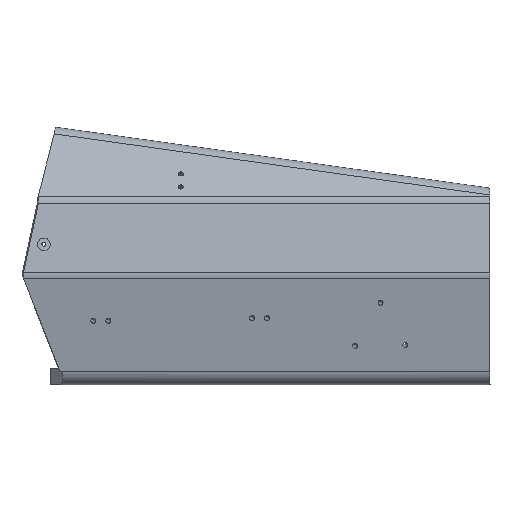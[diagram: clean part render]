
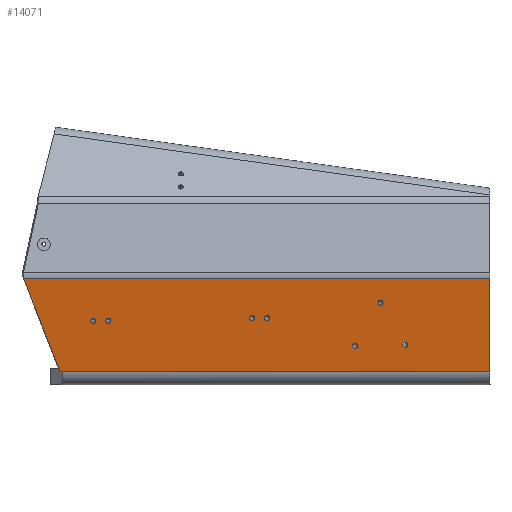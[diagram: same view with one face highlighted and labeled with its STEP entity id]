
A CAD part, left-side view. The second image highlights one B-rep face of the part: STEP entity #14071.
In plain terms, the highlighted planar face has unit normal (-0.974, -0.093, -0.205).
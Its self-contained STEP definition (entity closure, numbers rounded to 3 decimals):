
#187=FACE_BOUND('',#2012,.T.);
#188=FACE_BOUND('',#2013,.T.);
#189=FACE_BOUND('',#2014,.T.);
#190=FACE_BOUND('',#2015,.T.);
#191=FACE_BOUND('',#2016,.T.);
#192=FACE_BOUND('',#2017,.T.);
#193=FACE_BOUND('',#2018,.T.);
#306=PLANE('',#15185);
#1129=FACE_OUTER_BOUND('',#2011,.T.);
#2011=EDGE_LOOP('',(#12394,#12395,#12396,#12397,#12398));
#2012=EDGE_LOOP('',(#12399));
#2013=EDGE_LOOP('',(#12400));
#2014=EDGE_LOOP('',(#12401));
#2015=EDGE_LOOP('',(#12402));
#2016=EDGE_LOOP('',(#12403));
#2017=EDGE_LOOP('',(#12404));
#2018=EDGE_LOOP('',(#12405));
#2438=CIRCLE('',#15186,5.);
#2439=CIRCLE('',#15187,5.);
#2440=CIRCLE('',#15188,5.);
#2441=CIRCLE('',#15189,5.);
#2442=CIRCLE('',#15190,5.);
#2443=CIRCLE('',#15191,5.);
#2444=CIRCLE('',#15192,5.);
#4103=LINE('',#49915,#4844);
#4104=LINE('',#49916,#4845);
#4105=LINE('',#49918,#4846);
#4106=LINE('',#49920,#4847);
#4107=LINE('',#49921,#4848);
#4844=VECTOR('',#17918,1000.);
#4845=VECTOR('',#17919,1000.);
#4846=VECTOR('',#17920,1000.);
#4847=VECTOR('',#17921,1000.);
#4848=VECTOR('',#17922,1000.);
#6261=VERTEX_POINT('',#49906);
#6263=VERTEX_POINT('',#49913);
#6264=VERTEX_POINT('',#49914);
#6265=VERTEX_POINT('',#49917);
#6266=VERTEX_POINT('',#49919);
#6267=VERTEX_POINT('',#49922);
#6268=VERTEX_POINT('',#49924);
#6269=VERTEX_POINT('',#49926);
#6270=VERTEX_POINT('',#49928);
#6271=VERTEX_POINT('',#49930);
#6272=VERTEX_POINT('',#49932);
#6273=VERTEX_POINT('',#49934);
#8327=EDGE_CURVE('',#6263,#6264,#4103,.T.);
#8328=EDGE_CURVE('',#6261,#6263,#4104,.T.);
#8329=EDGE_CURVE('',#6265,#6261,#4105,.T.);
#8330=EDGE_CURVE('',#6265,#6266,#4106,.T.);
#8331=EDGE_CURVE('',#6264,#6266,#4107,.T.);
#8332=EDGE_CURVE('',#6267,#6267,#2438,.T.);
#8333=EDGE_CURVE('',#6268,#6268,#2439,.T.);
#8334=EDGE_CURVE('',#6269,#6269,#2440,.T.);
#8335=EDGE_CURVE('',#6270,#6270,#2441,.T.);
#8336=EDGE_CURVE('',#6271,#6271,#2442,.T.);
#8337=EDGE_CURVE('',#6272,#6272,#2443,.T.);
#8338=EDGE_CURVE('',#6273,#6273,#2444,.T.);
#12394=ORIENTED_EDGE('',*,*,#8327,.F.);
#12395=ORIENTED_EDGE('',*,*,#8328,.F.);
#12396=ORIENTED_EDGE('',*,*,#8329,.F.);
#12397=ORIENTED_EDGE('',*,*,#8330,.T.);
#12398=ORIENTED_EDGE('',*,*,#8331,.F.);
#12399=ORIENTED_EDGE('',*,*,#8332,.T.);
#12400=ORIENTED_EDGE('',*,*,#8333,.T.);
#12401=ORIENTED_EDGE('',*,*,#8334,.T.);
#12402=ORIENTED_EDGE('',*,*,#8335,.T.);
#12403=ORIENTED_EDGE('',*,*,#8336,.T.);
#12404=ORIENTED_EDGE('',*,*,#8337,.T.);
#12405=ORIENTED_EDGE('',*,*,#8338,.T.);
#14071=ADVANCED_FACE('',(#1129,#187,#188,#189,#190,#191,#192,#193),#306,
 .T.);
#15185=AXIS2_PLACEMENT_3D('',#49912,#17916,#17917);
#15186=AXIS2_PLACEMENT_3D('',#49923,#17923,#17924);
#15187=AXIS2_PLACEMENT_3D('',#49925,#17925,#17926);
#15188=AXIS2_PLACEMENT_3D('',#49927,#17927,#17928);
#15189=AXIS2_PLACEMENT_3D('',#49929,#17929,#17930);
#15190=AXIS2_PLACEMENT_3D('',#49931,#17931,#17932);
#15191=AXIS2_PLACEMENT_3D('',#49933,#17933,#17934);
#15192=AXIS2_PLACEMENT_3D('',#49935,#17935,#17936);
#17916=DIRECTION('center_axis',(-0.974,-0.093,
-0.206));
#17917=DIRECTION('ref_axis',(-0.206,0.,0.978));
#17918=DIRECTION('',(-0.225,0.354,0.908));
#17919=DIRECTION('',(-0.095,0.996,0.));
#17920=DIRECTION('',(-0.095,0.996,0.));
#17921=DIRECTION('',(-0.206,0.,0.978));
#17922=DIRECTION('',(0.095,-0.996,0.));
#17923=DIRECTION('center_axis',(0.974,0.093,0.206));
#17924=DIRECTION('ref_axis',(-0.206,0.,0.978));
#17925=DIRECTION('center_axis',(0.974,0.093,0.206));
#17926=DIRECTION('ref_axis',(-0.206,0.,0.978));
#17927=DIRECTION('center_axis',(0.974,0.093,0.206));
#17928=DIRECTION('ref_axis',(-0.206,0.,0.978));
#17929=DIRECTION('center_axis',(0.974,0.093,0.206));
#17930=DIRECTION('ref_axis',(-0.206,0.,0.978));
#17931=DIRECTION('center_axis',(0.974,0.093,0.206));
#17932=DIRECTION('ref_axis',(-0.206,0.,0.978));
#17933=DIRECTION('center_axis',(0.974,0.093,0.206));
#17934=DIRECTION('ref_axis',(-0.206,0.,0.978));
#17935=DIRECTION('center_axis',(0.974,0.093,0.206));
#17936=DIRECTION('ref_axis',(-0.206,0.,0.978));
#49906=CARTESIAN_POINT('',(-253.041,-113.204,-51.62));
#49912=CARTESIAN_POINT('Origin',(-241.752,-133.146,-96.138));
#49913=CARTESIAN_POINT('',(-253.524,-108.126,-51.62));
#49914=CARTESIAN_POINT('',(-299.637,-35.555,134.236));
#49915=CARTESIAN_POINT('',(-299.648,-35.538,134.279));
#49916=CARTESIAN_POINT('',(-251.059,-134.032,-51.62));
#49917=CARTESIAN_POINT('',(-172.191,-962.769,-51.62));
#49918=CARTESIAN_POINT('',(-251.059,-134.032,-51.62));
#49919=CARTESIAN_POINT('',(-211.398,-962.769,134.236));
#49920=CARTESIAN_POINT('',(-166.164,-962.769,-80.193));
#49921=CARTESIAN_POINT('',(-299.638,-35.547,134.236));
#49922=CARTESIAN_POINT('',(-238.607,-489.908,49.897));
#49923=CARTESIAN_POINT('Origin',(-239.639,-489.908,54.789));
#49924=CARTESIAN_POINT('',(-235.765,-519.773,49.897));
#49925=CARTESIAN_POINT('Origin',(-236.797,-519.773,54.789));
#49926=CARTESIAN_POINT('',(-264.716,-204.279,44.809));
#49927=CARTESIAN_POINT('Origin',(-265.748,-204.279,49.702));
#49928=CARTESIAN_POINT('',(-267.558,-174.414,44.809));
#49929=CARTESIAN_POINT('Origin',(-268.59,-174.414,49.702));
#49930=CARTESIAN_POINT('',(-207.518,-694.808,-5.042));
#49931=CARTESIAN_POINT('Origin',(-208.55,-694.808,-0.149));
#49932=CARTESIAN_POINT('',(-220.755,-745.135,80.411));
#49933=CARTESIAN_POINT('Origin',(-221.787,-745.135,85.304));
#49934=CARTESIAN_POINT('',(-198.341,-794.375,-3.626));
#49935=CARTESIAN_POINT('Origin',(-199.373,-794.375,1.266));
